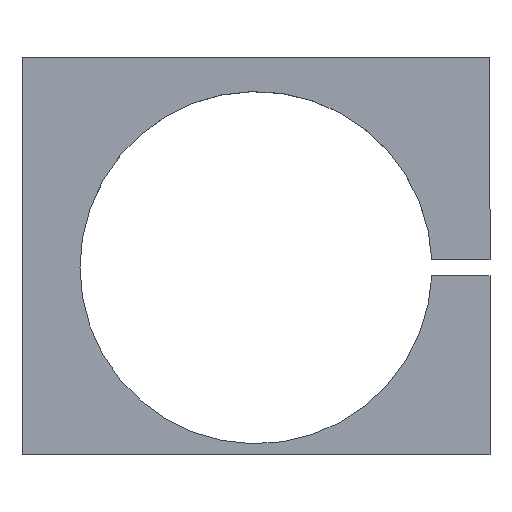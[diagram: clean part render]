
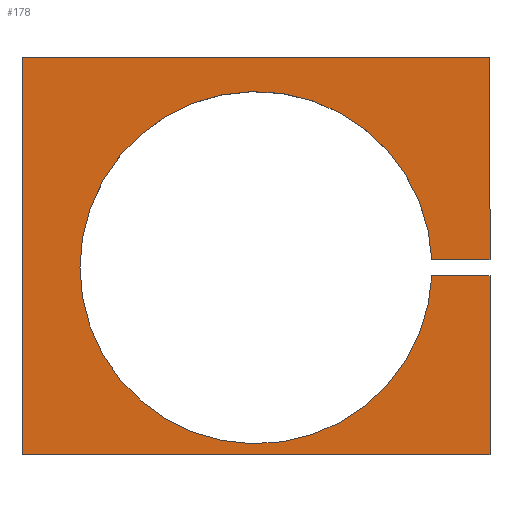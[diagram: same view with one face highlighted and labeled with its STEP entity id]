
A CAD part, top view. The second image highlights one B-rep face of the part: STEP entity #178.
In plain terms, the highlighted planar face has unit normal (0, 0, 1).
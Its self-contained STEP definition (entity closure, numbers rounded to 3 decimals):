
#12 = VECTOR ( 'NONE', #567, 1000. ) ;
#21 = DIRECTION ( 'NONE',  ( 0., 0., -1. ) ) ;
#25 = AXIS2_PLACEMENT_3D ( 'NONE', #731, #378, #785 ) ;
#28 = ORIENTED_EDGE ( 'NONE', *, *, #253, .T. ) ;
#33 = DIRECTION ( 'NONE',  ( 0., 1., 0. ) ) ;
#38 = VERTEX_POINT ( 'NONE', #663 ) ;
#42 = EDGE_CURVE ( 'NONE', #454, #600, #522, .T. ) ;
#48 = CARTESIAN_POINT ( 'NONE',  ( -100., -80., 30. ) ) ;
#60 = CARTESIAN_POINT ( 'NONE',  ( -75.25, 0., 30. ) ) ;
#90 = ORIENTED_EDGE ( 'NONE', *, *, #738, .T. ) ;
#92 = CARTESIAN_POINT ( 'NONE',  ( 0., 0., 30. ) ) ;
#103 = CARTESIAN_POINT ( 'NONE',  ( -100., 90., 30. ) ) ;
#104 = DIRECTION ( 'NONE',  ( 0., -1., 0. ) ) ;
#109 = EDGE_CURVE ( 'NONE', #600, #38, #349, .T. ) ;
#118 = CARTESIAN_POINT ( 'NONE',  ( 75.169, 3.5, 30. ) ) ;
#125 = EDGE_CURVE ( 'NONE', #498, #688, #630, .T. ) ;
#147 = ORIENTED_EDGE ( 'NONE', *, *, #535, .T. ) ;
#164 = VECTOR ( 'NONE', #231, 1000. ) ;
#178 = ADVANCED_FACE ( 'NONE', ( #294 ), #636, .T. ) ;
#197 = ORIENTED_EDGE ( 'NONE', *, *, #528, .T. ) ;
#231 = DIRECTION ( 'NONE',  ( -1., 0., 0. ) ) ;
#253 = EDGE_CURVE ( 'NONE', #38, #512, #716, .T. ) ;
#257 = VERTEX_POINT ( 'NONE', #774 ) ;
#278 = DIRECTION ( 'NONE',  ( 1., 0., 0. ) ) ;
#294 = FACE_OUTER_BOUND ( 'NONE', #303, .T. ) ;
#298 = ORIENTED_EDGE ( 'NONE', *, *, #42, .T. ) ;
#301 = ORIENTED_EDGE ( 'NONE', *, *, #125, .T. ) ;
#303 = EDGE_LOOP ( 'NONE', ( #298, #727, #28, #197, #301, #90, #571, #364, #147 ) ) ;
#307 = EDGE_CURVE ( 'NONE', #709, #363, #360, .T. ) ;
#318 = CARTESIAN_POINT ( 'NONE',  ( 100., 90., 30. ) ) ;
#349 = LINE ( 'NONE', #685, #12 ) ;
#359 = CIRCLE ( 'NONE', #25, 75.25 ) ;
#360 = LINE ( 'NONE', #318, #383 ) ;
#363 = VERTEX_POINT ( 'NONE', #622 ) ;
#364 = ORIENTED_EDGE ( 'NONE', *, *, #307, .T. ) ;
#370 = VECTOR ( 'NONE', #104, 1000. ) ;
#378 = DIRECTION ( 'NONE',  ( 0., 0., -1. ) ) ;
#383 = VECTOR ( 'NONE', #739, 1000. ) ;
#398 = CARTESIAN_POINT ( 'NONE',  ( 0., 0., 30. ) ) ;
#445 = AXIS2_PLACEMENT_3D ( 'NONE', #398, #21, #457 ) ;
#454 = VERTEX_POINT ( 'NONE', #701 ) ;
#457 = DIRECTION ( 'NONE',  ( 1., 0., 0. ) ) ;
#463 = CARTESIAN_POINT ( 'NONE',  ( 75.169, -3.5, 30. ) ) ;
#484 = VECTOR ( 'NONE', #708, 1000. ) ;
#498 = VERTEX_POINT ( 'NONE', #463 ) ;
#512 = VERTEX_POINT ( 'NONE', #520 ) ;
#518 = CARTESIAN_POINT ( 'NONE',  ( 100., -3.5, 30. ) ) ;
#520 = CARTESIAN_POINT ( 'NONE',  ( 100., -3.5, 30. ) ) ;
#522 = LINE ( 'NONE', #616, #370 ) ;
#528 = EDGE_CURVE ( 'NONE', #512, #498, #548, .T. ) ;
#535 = EDGE_CURVE ( 'NONE', #363, #454, #648, .T. ) ;
#548 = LINE ( 'NONE', #762, #484 ) ;
#549 = VECTOR ( 'NONE', #601, 1000. ) ;
#550 = VECTOR ( 'NONE', #33, 1000. ) ;
#567 = DIRECTION ( 'NONE',  ( 1., 0., 0. ) ) ;
#571 = ORIENTED_EDGE ( 'NONE', *, *, #653, .T. ) ;
#600 = VERTEX_POINT ( 'NONE', #48 ) ;
#601 = DIRECTION ( 'NONE',  ( 1., 0., 0. ) ) ;
#616 = CARTESIAN_POINT ( 'NONE',  ( -100., 90., 30. ) ) ;
#622 = CARTESIAN_POINT ( 'NONE',  ( 100., 90., 30. ) ) ;
#630 = CIRCLE ( 'NONE', #445, 75.25 ) ;
#636 = PLANE ( 'NONE',  #728 ) ;
#639 = DIRECTION ( 'NONE',  ( 0., 0., 1. ) ) ;
#648 = LINE ( 'NONE', #103, #164 ) ;
#653 = EDGE_CURVE ( 'NONE', #257, #709, #732, .T. ) ;
#663 = CARTESIAN_POINT ( 'NONE',  ( 100., -80., 30. ) ) ;
#685 = CARTESIAN_POINT ( 'NONE',  ( -100., -80., 30. ) ) ;
#688 = VERTEX_POINT ( 'NONE', #60 ) ;
#701 = CARTESIAN_POINT ( 'NONE',  ( -100., 90., 30. ) ) ;
#708 = DIRECTION ( 'NONE',  ( -1., 0., 0. ) ) ;
#709 = VERTEX_POINT ( 'NONE', #778 ) ;
#716 = LINE ( 'NONE', #518, #550 ) ;
#727 = ORIENTED_EDGE ( 'NONE', *, *, #109, .T. ) ;
#728 = AXIS2_PLACEMENT_3D ( 'NONE', #92, #639, #278 ) ;
#731 = CARTESIAN_POINT ( 'NONE',  ( 0., 0., 30. ) ) ;
#732 = LINE ( 'NONE', #118, #549 ) ;
#738 = EDGE_CURVE ( 'NONE', #688, #257, #359, .T. ) ;
#739 = DIRECTION ( 'NONE',  ( 0., 1., 0. ) ) ;
#762 = CARTESIAN_POINT ( 'NONE',  ( 75.169, -3.5, 30. ) ) ;
#774 = CARTESIAN_POINT ( 'NONE',  ( 75.169, 3.5, 30. ) ) ;
#778 = CARTESIAN_POINT ( 'NONE',  ( 100., 3.5, 30. ) ) ;
#785 = DIRECTION ( 'NONE',  ( 1., 0., 0. ) ) ;
